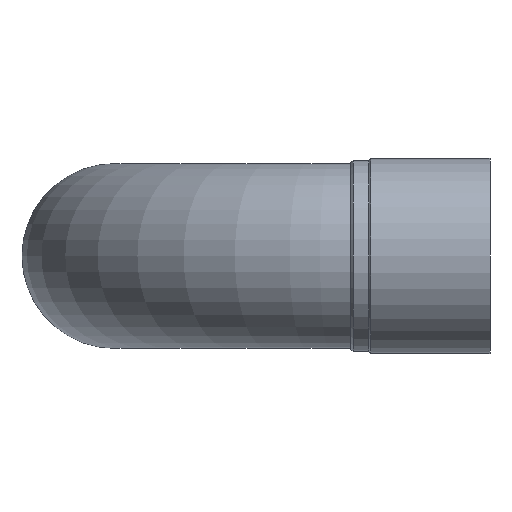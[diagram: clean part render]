
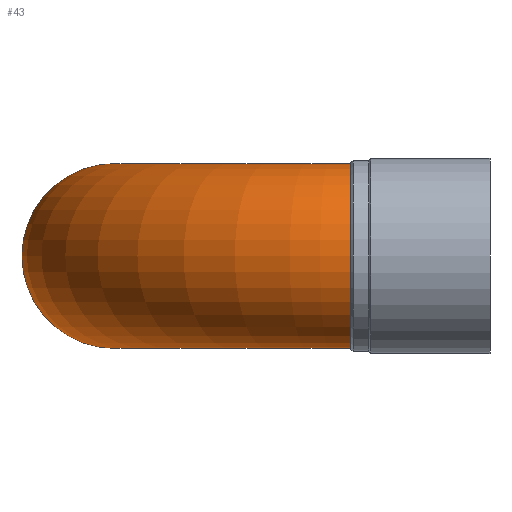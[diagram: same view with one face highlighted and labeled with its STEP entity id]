
A CAD part, left-side view. The second image highlights one B-rep face of the part: STEP entity #43.
In plain terms, the highlighted toroidal (fillet/blend) face has major radius 114 mm and minor radius 44.5 mm.
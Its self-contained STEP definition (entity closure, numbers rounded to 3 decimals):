
#43 = ADVANCED_FACE( '', ( #90, #91 ), #92, .T. );
#90 = FACE_OUTER_BOUND( '', #139, .T. );
#91 = FACE_OUTER_BOUND( '', #140, .T. );
#92 = TOROIDAL_SURFACE( '', #141, 114., 44.5 );
#139 = EDGE_LOOP( '', ( #190 ) );
#140 = EDGE_LOOP( '', ( #191 ) );
#141 = AXIS2_PLACEMENT_3D( '', #192, #193, #194 );
#190 = ORIENTED_EDGE( '', *, *, #241, .F. );
#191 = ORIENTED_EDGE( '', *, *, #234, .T. );
#192 = CARTESIAN_POINT( '', ( 114., 0., 0. ) );
#193 = DIRECTION( '', ( 0., 0., 1. ) );
#194 = DIRECTION( '', ( 1., 0., 0. ) );
#234 = EDGE_CURVE( '', #258, #258, #259, .T. );
#241 = EDGE_CURVE( '', #269, #269, #270, .T. );
#258 = VERTEX_POINT( '', #289 );
#259 = CIRCLE( '', #290, 44.5 );
#269 = VERTEX_POINT( '', #300 );
#270 = CIRCLE( '', #301, 44.5 );
#289 = CARTESIAN_POINT( '', ( -44.5, 0., 0. ) );
#290 = AXIS2_PLACEMENT_3D( '', #321, #322, #323 );
#300 = CARTESIAN_POINT( '', ( 114., 69.5, 0. ) );
#301 = AXIS2_PLACEMENT_3D( '', #333, #334, #335 );
#321 = CARTESIAN_POINT( '', ( 0., 0., 0. ) );
#322 = DIRECTION( '', ( 0., 1., 0. ) );
#323 = DIRECTION( '', ( -1., 0., 0. ) );
#333 = CARTESIAN_POINT( '', ( 114., 114., 0. ) );
#334 = DIRECTION( '', ( 1., 0., 0. ) );
#335 = DIRECTION( '', ( 0., -1., 0. ) );
